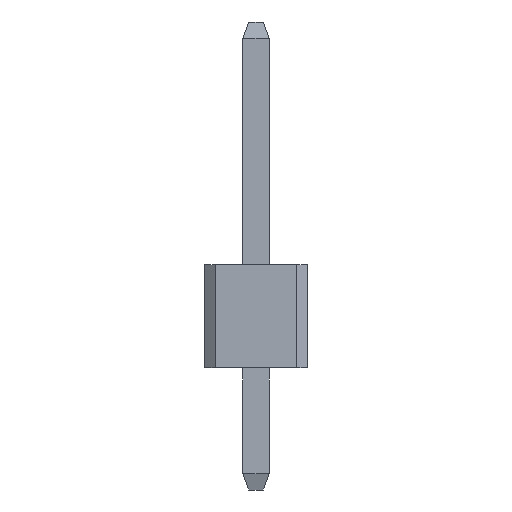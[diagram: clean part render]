
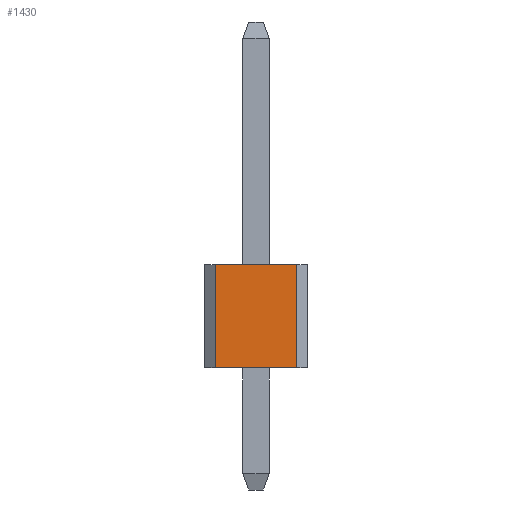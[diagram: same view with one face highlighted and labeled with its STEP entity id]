
A CAD part, front view. The second image highlights one B-rep face of the part: STEP entity #1430.
In plain terms, the highlighted planar face has unit normal (0, -1, 0).
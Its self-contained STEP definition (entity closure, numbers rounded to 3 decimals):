
#61 = PLANE ( 'NONE',  #1350 ) ;
#108 = VECTOR ( 'NONE', #979, 1000. ) ;
#118 = VERTEX_POINT ( 'NONE', #1276 ) ;
#150 = VERTEX_POINT ( 'NONE', #672 ) ;
#169 = CARTESIAN_POINT ( 'NONE',  ( -1., -1.27, 5.54 ) ) ;
#228 = ORIENTED_EDGE ( 'NONE', *, *, #1138, .T. ) ;
#239 = DIRECTION ( 'NONE',  ( -1., 0., 0. ) ) ;
#254 = CARTESIAN_POINT ( 'NONE',  ( -1., -1.27, 5.54 ) ) ;
#263 = VERTEX_POINT ( 'NONE', #452 ) ;
#360 = CARTESIAN_POINT ( 'NONE',  ( -1., -1.27, 5.54 ) ) ;
#422 = VECTOR ( 'NONE', #873, 1000. ) ;
#452 = CARTESIAN_POINT ( 'NONE',  ( 1., -1.27, 5.54 ) ) ;
#473 = CARTESIAN_POINT ( 'NONE',  ( 1., -1.27, 5.54 ) ) ;
#475 = LINE ( 'NONE', #254, #1330 ) ;
#586 = DIRECTION ( 'NONE',  ( 0., -1., 0. ) ) ;
#639 = EDGE_CURVE ( 'NONE', #263, #118, #1106, .T. ) ;
#672 = CARTESIAN_POINT ( 'NONE',  ( -1., -1.27, 3. ) ) ;
#761 = CARTESIAN_POINT ( 'NONE',  ( -1., -1.27, 3. ) ) ;
#832 = EDGE_CURVE ( 'NONE', #118, #150, #878, .T. ) ;
#873 = DIRECTION ( 'NONE',  ( -1., 0., 0. ) ) ;
#878 = LINE ( 'NONE', #761, #422 ) ;
#979 = DIRECTION ( 'NONE',  ( 0., 0., -1. ) ) ;
#983 = EDGE_LOOP ( 'NONE', ( #1242, #1435, #1375, #228 ) ) ;
#1086 = DIRECTION ( 'NONE',  ( 0., 0., -1. ) ) ;
#1106 = LINE ( 'NONE', #473, #108 ) ;
#1137 = DIRECTION ( 'NONE',  ( 0., 0., -1. ) ) ;
#1138 = EDGE_CURVE ( 'NONE', #1467, #150, #475, .T. ) ;
#1202 = FACE_OUTER_BOUND ( 'NONE', #983, .T. ) ;
#1242 = ORIENTED_EDGE ( 'NONE', *, *, #832, .F. ) ;
#1276 = CARTESIAN_POINT ( 'NONE',  ( 1., -1.27, 3. ) ) ;
#1300 = EDGE_CURVE ( 'NONE', #263, #1467, #1347, .T. ) ;
#1330 = VECTOR ( 'NONE', #1137, 1000. ) ;
#1347 = LINE ( 'NONE', #360, #1535 ) ;
#1350 = AXIS2_PLACEMENT_3D ( 'NONE', #169, #586, #1086 ) ;
#1375 = ORIENTED_EDGE ( 'NONE', *, *, #1300, .T. ) ;
#1430 = ADVANCED_FACE ( 'NONE', ( #1202 ), #61, .T. ) ;
#1435 = ORIENTED_EDGE ( 'NONE', *, *, #639, .F. ) ;
#1465 = CARTESIAN_POINT ( 'NONE',  ( -1., -1.27, 5.54 ) ) ;
#1467 = VERTEX_POINT ( 'NONE', #1465 ) ;
#1535 = VECTOR ( 'NONE', #239, 1000. ) ;
